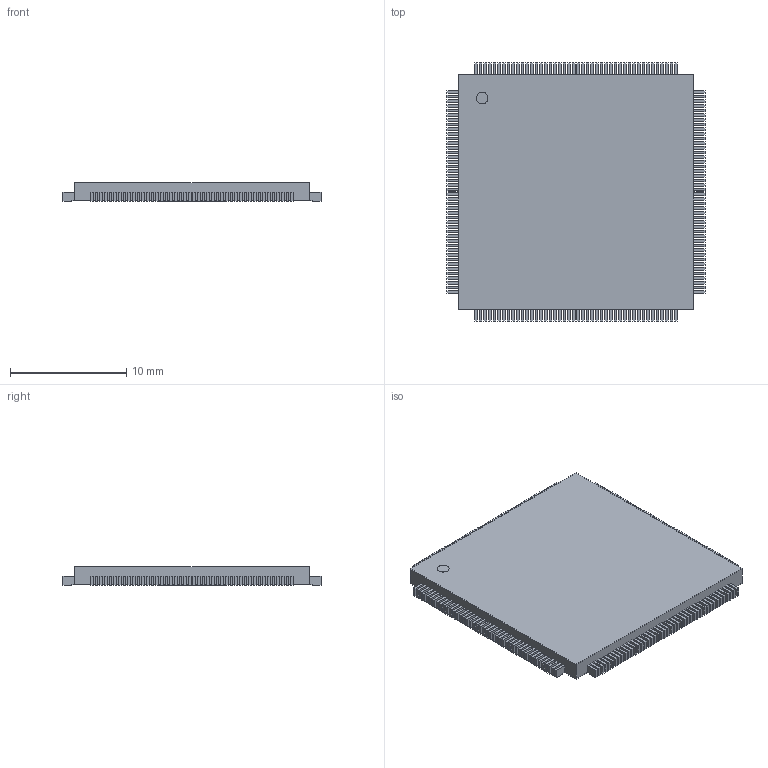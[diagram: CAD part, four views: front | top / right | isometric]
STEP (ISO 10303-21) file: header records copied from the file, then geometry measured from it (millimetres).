
FILE_DESCRIPTION(('STEP AP214'),'1');
FILE_NAME('eLQFP176L_20X20X1P4_AWT','2021-05-05T04:34:15',(''),(''),'','','');
FILE_SCHEMA(('AUTOMOTIVE_DESIGN'));
Length unit declared in the file: millimetre
Products named in the file (1): product
Bounding box: 22.2 x 22.2 x 1.6 mm (x, y, z)
Volume: 664.1 mm3; surface area: 1427.6 mm2
Topology: 179 solids, 179 shells, 1423 faces, 3195 edges, 2130 vertices
Faces by surface type: plane 1422, cylinder 1
Full cylindrical faces by diameter (mm): 1.01 x1
Entity records: 36656 total; most frequent: ORIENTED_EDGE 6388, DIRECTION 6046, CARTESIAN_POINT 3557, EDGE_CURVE 3194, LINE 3192, VECTOR 3192, VERTEX_POINT 2130, AXIS2_PLACEMENT_3D 1427
